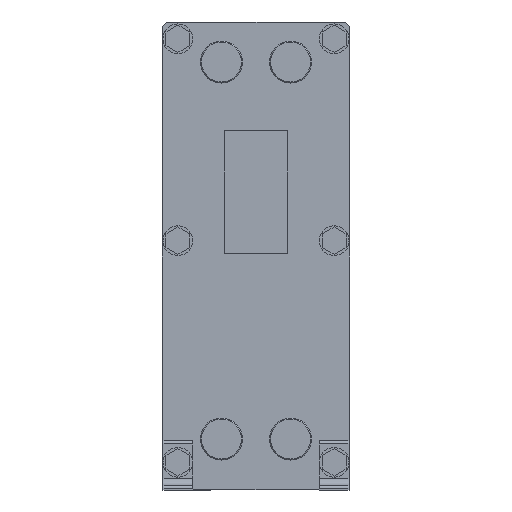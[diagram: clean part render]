
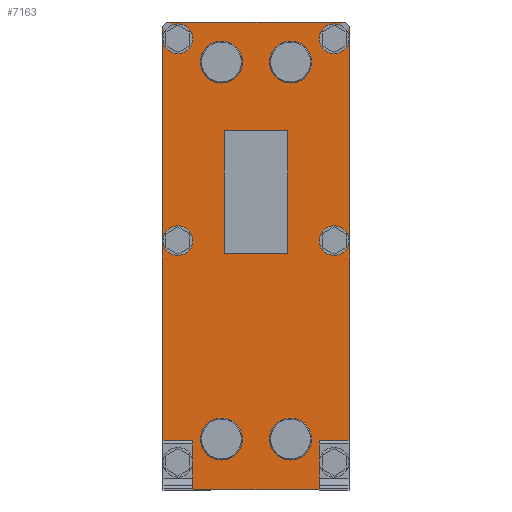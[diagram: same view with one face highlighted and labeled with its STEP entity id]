
A CAD part, front view. The second image highlights one B-rep face of the part: STEP entity #7163.
In plain terms, the highlighted planar face has unit normal (0, -1, 0).
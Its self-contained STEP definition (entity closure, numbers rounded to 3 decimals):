
#299=FACE_BOUND('',#1108,.T.);
#300=FACE_BOUND('',#1109,.T.);
#301=FACE_BOUND('',#1110,.T.);
#302=FACE_BOUND('',#1111,.T.);
#303=FACE_BOUND('',#1112,.T.);
#304=FACE_BOUND('',#1113,.T.);
#305=FACE_BOUND('',#1114,.T.);
#306=FACE_BOUND('',#1115,.T.);
#307=FACE_BOUND('',#1116,.T.);
#431=CIRCLE('',#7600,15.);
#432=CIRCLE('',#7601,15.);
#433=CIRCLE('',#7602,15.);
#434=CIRCLE('',#7603,15.);
#435=CIRCLE('',#7604,21.2);
#436=CIRCLE('',#7605,21.2);
#437=CIRCLE('',#7606,21.2);
#438=CIRCLE('',#7607,21.2);
#677=FACE_OUTER_BOUND('',#1107,.T.);
#1107=EDGE_LOOP('',(#4943,#4944,#4945,#4946,#4947,#4948,#4949,#4950,#4951,
#4952,#4953,#4954,#4955,#4956));
#1108=EDGE_LOOP('',(#4957,#4958,#4959,#4960));
#1109=EDGE_LOOP('',(#4961));
#1110=EDGE_LOOP('',(#4962));
#1111=EDGE_LOOP('',(#4963));
#1112=EDGE_LOOP('',(#4964));
#1113=EDGE_LOOP('',(#4965));
#1114=EDGE_LOOP('',(#4966));
#1115=EDGE_LOOP('',(#4967));
#1116=EDGE_LOOP('',(#4968));
#1654=LINE('',#10431,#2458);
#1658=LINE('',#10438,#2462);
#1660=LINE('',#10442,#2464);
#1662=LINE('',#10446,#2466);
#1664=LINE('',#10450,#2468);
#1666=LINE('',#10454,#2470);
#1669=LINE('',#10460,#2473);
#1670=LINE('',#10463,#2474);
#1671=LINE('',#10465,#2475);
#1672=LINE('',#10467,#2476);
#1673=LINE('',#10469,#2477);
#1674=LINE('',#10471,#2478);
#1675=LINE('',#10473,#2479);
#1676=LINE('',#10474,#2480);
#1677=LINE('',#10477,#2481);
#1678=LINE('',#10479,#2482);
#1679=LINE('',#10481,#2483);
#1680=LINE('',#10482,#2484);
#2458=VECTOR('',#8282,10.);
#2462=VECTOR('',#8288,10.);
#2464=VECTOR('',#8292,10.);
#2466=VECTOR('',#8296,10.);
#2468=VECTOR('',#8300,10.);
#2470=VECTOR('',#8304,10.);
#2473=VECTOR('',#8309,10.);
#2474=VECTOR('',#8312,10.);
#2475=VECTOR('',#8313,10.);
#2476=VECTOR('',#8314,10.);
#2477=VECTOR('',#8315,10.);
#2478=VECTOR('',#8316,10.);
#2479=VECTOR('',#8317,10.);
#2480=VECTOR('',#8318,10.);
#2481=VECTOR('',#8319,10.);
#2482=VECTOR('',#8320,10.);
#2483=VECTOR('',#8321,10.);
#2484=VECTOR('',#8322,10.);
#3269=VERTEX_POINT('',#10428);
#3270=VERTEX_POINT('',#10430);
#3272=VERTEX_POINT('',#10436);
#3273=VERTEX_POINT('',#10440);
#3274=VERTEX_POINT('',#10444);
#3275=VERTEX_POINT('',#10448);
#3276=VERTEX_POINT('',#10452);
#3278=VERTEX_POINT('',#10458);
#3279=VERTEX_POINT('',#10462);
#3280=VERTEX_POINT('',#10464);
#3281=VERTEX_POINT('',#10466);
#3282=VERTEX_POINT('',#10468);
#3283=VERTEX_POINT('',#10470);
#3284=VERTEX_POINT('',#10472);
#3285=VERTEX_POINT('',#10475);
#3286=VERTEX_POINT('',#10476);
#3287=VERTEX_POINT('',#10478);
#3288=VERTEX_POINT('',#10480);
#3289=VERTEX_POINT('',#10483);
#3290=VERTEX_POINT('',#10485);
#3291=VERTEX_POINT('',#10487);
#3292=VERTEX_POINT('',#10489);
#3293=VERTEX_POINT('',#10491);
#3294=VERTEX_POINT('',#10493);
#3295=VERTEX_POINT('',#10495);
#3296=VERTEX_POINT('',#10497);
#3944=EDGE_CURVE('',#3270,#3269,#1654,.T.);
#3948=EDGE_CURVE('',#3269,#3272,#1658,.T.);
#3950=EDGE_CURVE('',#3272,#3273,#1660,.T.);
#3952=EDGE_CURVE('',#3273,#3274,#1662,.T.);
#3954=EDGE_CURVE('',#3274,#3275,#1664,.T.);
#3956=EDGE_CURVE('',#3275,#3276,#1666,.T.);
#3959=EDGE_CURVE('',#3276,#3278,#1669,.T.);
#3960=EDGE_CURVE('',#3278,#3279,#1670,.T.);
#3961=EDGE_CURVE('',#3279,#3280,#1671,.T.);
#3962=EDGE_CURVE('',#3280,#3281,#1672,.T.);
#3963=EDGE_CURVE('',#3282,#3281,#1673,.T.);
#3964=EDGE_CURVE('',#3282,#3283,#1674,.T.);
#3965=EDGE_CURVE('',#3283,#3284,#1675,.T.);
#3966=EDGE_CURVE('',#3284,#3270,#1676,.T.);
#3967=EDGE_CURVE('',#3285,#3286,#1677,.T.);
#3968=EDGE_CURVE('',#3286,#3287,#1678,.T.);
#3969=EDGE_CURVE('',#3287,#3288,#1679,.T.);
#3970=EDGE_CURVE('',#3288,#3285,#1680,.T.);
#3971=EDGE_CURVE('',#3289,#3289,#431,.T.);
#3972=EDGE_CURVE('',#3290,#3290,#432,.T.);
#3973=EDGE_CURVE('',#3291,#3291,#433,.T.);
#3974=EDGE_CURVE('',#3292,#3292,#434,.T.);
#3975=EDGE_CURVE('',#3293,#3293,#435,.T.);
#3976=EDGE_CURVE('',#3294,#3294,#436,.T.);
#3977=EDGE_CURVE('',#3295,#3295,#437,.T.);
#3978=EDGE_CURVE('',#3296,#3296,#438,.T.);
#4943=ORIENTED_EDGE('',*,*,#3960,.T.);
#4944=ORIENTED_EDGE('',*,*,#3961,.T.);
#4945=ORIENTED_EDGE('',*,*,#3962,.T.);
#4946=ORIENTED_EDGE('',*,*,#3963,.F.);
#4947=ORIENTED_EDGE('',*,*,#3964,.T.);
#4948=ORIENTED_EDGE('',*,*,#3965,.T.);
#4949=ORIENTED_EDGE('',*,*,#3966,.T.);
#4950=ORIENTED_EDGE('',*,*,#3944,.T.);
#4951=ORIENTED_EDGE('',*,*,#3948,.T.);
#4952=ORIENTED_EDGE('',*,*,#3950,.T.);
#4953=ORIENTED_EDGE('',*,*,#3952,.T.);
#4954=ORIENTED_EDGE('',*,*,#3954,.T.);
#4955=ORIENTED_EDGE('',*,*,#3956,.T.);
#4956=ORIENTED_EDGE('',*,*,#3959,.T.);
#4957=ORIENTED_EDGE('',*,*,#3967,.T.);
#4958=ORIENTED_EDGE('',*,*,#3968,.T.);
#4959=ORIENTED_EDGE('',*,*,#3969,.T.);
#4960=ORIENTED_EDGE('',*,*,#3970,.T.);
#4961=ORIENTED_EDGE('',*,*,#3971,.T.);
#4962=ORIENTED_EDGE('',*,*,#3972,.T.);
#4963=ORIENTED_EDGE('',*,*,#3973,.T.);
#4964=ORIENTED_EDGE('',*,*,#3974,.T.);
#4965=ORIENTED_EDGE('',*,*,#3975,.T.);
#4966=ORIENTED_EDGE('',*,*,#3976,.T.);
#4967=ORIENTED_EDGE('',*,*,#3977,.T.);
#4968=ORIENTED_EDGE('',*,*,#3978,.T.);
#6845=PLANE('',#7599);
#7163=ADVANCED_FACE('',(#677,#299,#300,#301,#302,#303,#304,#305,#306,#307),
#6845,.T.);
#7599=AXIS2_PLACEMENT_3D('',#10461,#8310,#8311);
#7600=AXIS2_PLACEMENT_3D('',#10484,#8323,#8324);
#7601=AXIS2_PLACEMENT_3D('',#10486,#8325,#8326);
#7602=AXIS2_PLACEMENT_3D('',#10488,#8327,#8328);
#7603=AXIS2_PLACEMENT_3D('',#10490,#8329,#8330);
#7604=AXIS2_PLACEMENT_3D('',#10492,#8331,#8332);
#7605=AXIS2_PLACEMENT_3D('',#10494,#8333,#8334);
#7606=AXIS2_PLACEMENT_3D('',#10496,#8335,#8336);
#7607=AXIS2_PLACEMENT_3D('',#10498,#8337,#8338);
#8282=DIRECTION('',(0.707,0.,0.707));
#8288=DIRECTION('',(0.,0.,1.));
#8292=DIRECTION('',(-0.707,0.,0.707));
#8296=DIRECTION('',(-1.,0.,0.));
#8300=DIRECTION('',(-0.707,0.,-0.707));
#8304=DIRECTION('',(0.,0.,-1.));
#8309=DIRECTION('',(0.707,0.,-0.707));
#8310=DIRECTION('center_axis',(0.,-1.,0.));
#8311=DIRECTION('ref_axis',(1.,0.,0.));
#8312=DIRECTION('',(0.,0.,1.));
#8313=DIRECTION('',(1.,0.,0.));
#8314=DIRECTION('',(0.,0.,-1.));
#8315=DIRECTION('',(-1.,0.,0.));
#8316=DIRECTION('',(0.,0.,1.));
#8317=DIRECTION('',(1.,0.,0.));
#8318=DIRECTION('',(0.,0.,-1.));
#8319=DIRECTION('',(0.,0.,1.));
#8320=DIRECTION('',(1.,0.,0.));
#8321=DIRECTION('',(0.,0.,-1.));
#8322=DIRECTION('',(-1.,0.,0.));
#8323=DIRECTION('center_axis',(0.,1.,0.));
#8324=DIRECTION('ref_axis',(-1.,0.,0.));
#8325=DIRECTION('center_axis',(0.,1.,0.));
#8326=DIRECTION('ref_axis',(-1.,0.,0.));
#8327=DIRECTION('center_axis',(0.,1.,0.));
#8328=DIRECTION('ref_axis',(-1.,0.,0.));
#8329=DIRECTION('center_axis',(0.,1.,0.));
#8330=DIRECTION('ref_axis',(-1.,0.,0.));
#8331=DIRECTION('center_axis',(0.,1.,0.));
#8332=DIRECTION('ref_axis',(-1.,0.,0.));
#8333=DIRECTION('center_axis',(0.,1.,0.));
#8334=DIRECTION('ref_axis',(-1.,0.,0.));
#8335=DIRECTION('center_axis',(0.,1.,0.));
#8336=DIRECTION('ref_axis',(-1.,0.,0.));
#8337=DIRECTION('center_axis',(0.,1.,0.));
#8338=DIRECTION('ref_axis',(-1.,0.,0.));
#10428=CARTESIAN_POINT('',(95.,-25.,5.));
#10430=CARTESIAN_POINT('',(94.,-25.,4.));
#10431=CARTESIAN_POINT('',(95.,-25.,5.));
#10436=CARTESIAN_POINT('',(95.,-25.,468.));
#10438=CARTESIAN_POINT('',(95.,-25.,468.));
#10440=CARTESIAN_POINT('',(90.,-25.,473.));
#10442=CARTESIAN_POINT('',(90.,-25.,473.));
#10444=CARTESIAN_POINT('',(-90.,-25.,473.));
#10446=CARTESIAN_POINT('',(-90.,-25.,473.));
#10448=CARTESIAN_POINT('',(-95.,-25.,468.));
#10450=CARTESIAN_POINT('',(-95.,-25.,468.));
#10452=CARTESIAN_POINT('',(-95.,-25.,5.));
#10454=CARTESIAN_POINT('',(-95.,-25.,5.));
#10458=CARTESIAN_POINT('',(-94.,-25.,4.));
#10460=CARTESIAN_POINT('',(-90.,-25.,0.));
#10461=CARTESIAN_POINT('Origin',(0.,-25.,236.5));
#10462=CARTESIAN_POINT('',(-94.,-25.,50.));
#10463=CARTESIAN_POINT('',(-94.,-25.,125.641));
#10464=CARTESIAN_POINT('',(-64.,-25.,50.));
#10465=CARTESIAN_POINT('',(0.,-25.,50.));
#10466=CARTESIAN_POINT('',(-64.,-25.,0.));
#10467=CARTESIAN_POINT('',(-64.,-25.,50.));
#10468=CARTESIAN_POINT('',(64.,-25.,0.));
#10469=CARTESIAN_POINT('',(-45.,-25.,0.));
#10470=CARTESIAN_POINT('',(64.,-25.,50.));
#10471=CARTESIAN_POINT('',(64.,-25.,50.));
#10472=CARTESIAN_POINT('',(94.,-25.,50.));
#10473=CARTESIAN_POINT('',(0.,-25.,50.));
#10474=CARTESIAN_POINT('',(94.,-25.,125.641));
#10475=CARTESIAN_POINT('',(-32.25,-25.,239.2));
#10476=CARTESIAN_POINT('',(-32.25,-25.,363.));
#10477=CARTESIAN_POINT('',(-32.25,-25.,237.85));
#10478=CARTESIAN_POINT('',(32.25,-25.,363.));
#10479=CARTESIAN_POINT('',(-16.125,-25.,363.));
#10480=CARTESIAN_POINT('',(32.25,-25.,239.2));
#10481=CARTESIAN_POINT('',(32.25,-25.,299.75));
#10482=CARTESIAN_POINT('',(16.125,-25.,239.2));
#10483=CARTESIAN_POINT('',(-64.,-25.,252.));
#10484=CARTESIAN_POINT('Origin',(-79.,-25.,252.));
#10485=CARTESIAN_POINT('',(-64.,-25.,456.));
#10486=CARTESIAN_POINT('Origin',(-79.,-25.,456.));
#10487=CARTESIAN_POINT('',(94.,-25.,456.));
#10488=CARTESIAN_POINT('Origin',(79.,-25.,456.));
#10489=CARTESIAN_POINT('',(94.,-25.,252.));
#10490=CARTESIAN_POINT('Origin',(79.,-25.,252.));
#10491=CARTESIAN_POINT('',(-13.8,-25.,51.5));
#10492=CARTESIAN_POINT('Origin',(-35.,-25.,51.5));
#10493=CARTESIAN_POINT('',(-13.8,-25.,432.5));
#10494=CARTESIAN_POINT('Origin',(-35.,-25.,432.5));
#10495=CARTESIAN_POINT('',(56.2,-25.,432.5));
#10496=CARTESIAN_POINT('Origin',(35.,-25.,432.5));
#10497=CARTESIAN_POINT('',(56.2,-25.,51.5));
#10498=CARTESIAN_POINT('Origin',(35.,-25.,51.5));
